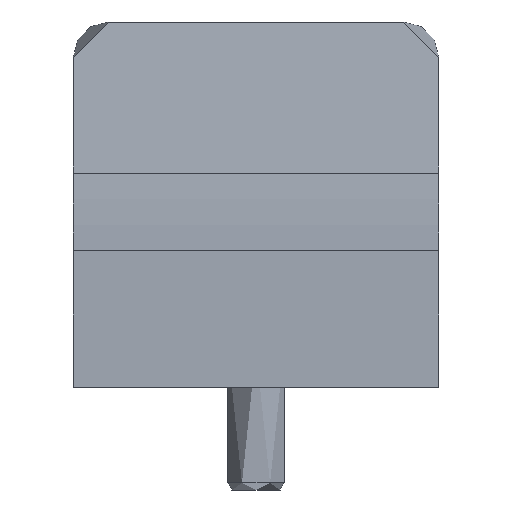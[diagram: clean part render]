
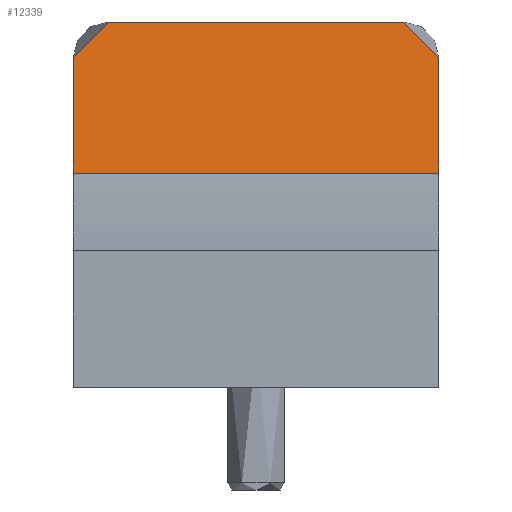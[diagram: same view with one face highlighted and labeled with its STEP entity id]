
A CAD part, left-side view. The second image highlights one B-rep face of the part: STEP entity #12339.
In plain terms, the highlighted planar face has unit normal (-0.994, 0, 0.11).
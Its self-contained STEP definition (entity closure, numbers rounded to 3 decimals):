
#139 = DIRECTION ( 'NONE',  ( 0.11, 0., 0.994 ) ) ;
#486 = CARTESIAN_POINT ( 'NONE',  ( -8.755, -26., 27.202 ) ) ;
#1268 = CARTESIAN_POINT ( 'NONE',  ( -6., 21., 52. ) ) ;
#1502 =( BOUNDED_CURVE ( )  B_SPLINE_CURVE ( 3, ( #27516, #35810, #24373, #2323 ),
 .UNSPECIFIED., .F., .F. ) 
 B_SPLINE_CURVE_WITH_KNOTS ( ( 4, 4 ),
 ( 4.712, 6.283 ),
 .UNSPECIFIED. ) 
 CURVE ( )  GEOMETRIC_REPRESENTATION_ITEM ( )  RATIONAL_B_SPLINE_CURVE ( ( 1., 0.805, 0.805, 1. ) ) 
 REPRESENTATION_ITEM ( '' )  );
#1700 = LINE ( 'NONE', #486, #17832 ) ;
#1738 = ORIENTED_EDGE ( 'NONE', *, *, #13557, .T. ) ;
#2323 = CARTESIAN_POINT ( 'NONE',  ( -6., -21., 52. ) ) ;
#2557 = CARTESIAN_POINT ( 'NONE',  ( -6., 23.929, 52. ) ) ;
#2795 = CARTESIAN_POINT ( 'NONE',  ( -6.556, 26., 47. ) ) ;
#2813 = EDGE_CURVE ( 'NONE', #10581, #19412, #12664, .T. ) ;
#3171 = CARTESIAN_POINT ( 'NONE',  ( -8.755, 26., 27.202 ) ) ;
#3435 = VECTOR ( 'NONE', #26891, 1000. ) ;
#3472 = ORIENTED_EDGE ( 'NONE', *, *, #23374, .T. ) ;
#4815 = CARTESIAN_POINT ( 'NONE',  ( -6.556, -26., 47. ) ) ;
#4916 = LINE ( 'NONE', #28865, #17583 ) ;
#6643 = ORIENTED_EDGE ( 'NONE', *, *, #26329, .F. ) ;
#7390 = CARTESIAN_POINT ( 'NONE',  ( -6., 26., 52. ) ) ;
#7574 = CARTESIAN_POINT ( 'NONE',  ( -6., -21., 52. ) ) ;
#8262 = CARTESIAN_POINT ( 'NONE',  ( -6., 21., 52. ) ) ;
#8864 = DIRECTION ( 'NONE',  ( 0.994, 0., -0.11 ) ) ;
#9618 = ORIENTED_EDGE ( 'NONE', *, *, #2813, .T. ) ;
#9868 = CARTESIAN_POINT ( 'NONE',  ( -8.388, -26., 30.505 ) ) ;
#10581 = VERTEX_POINT ( 'NONE', #1268 ) ;
#11072 = EDGE_LOOP ( 'NONE', ( #16065, #1738, #6643, #9618, #35911, #3472 ) ) ;
#11789 = CARTESIAN_POINT ( 'NONE',  ( -8.755, 26., 27.202 ) ) ;
#11885 = VECTOR ( 'NONE', #31217, 1000. ) ;
#12339 = ADVANCED_FACE ( 'NONE', ( #25499 ), #33499, .F. ) ;
#12664 =( BOUNDED_CURVE ( )  B_SPLINE_CURVE ( 3, ( #8262, #2557, #30509, #2795 ),
 .UNSPECIFIED., .F., .F. ) 
 B_SPLINE_CURVE_WITH_KNOTS ( ( 4, 4 ),
 ( 3.142, 4.712 ),
 .UNSPECIFIED. ) 
 CURVE ( )  GEOMETRIC_REPRESENTATION_ITEM ( )  RATIONAL_B_SPLINE_CURVE ( ( 1., 0.805, 0.805, 1. ) ) 
 REPRESENTATION_ITEM ( '' )  );
#13557 = EDGE_CURVE ( 'NONE', #20676, #16144, #1502, .T. ) ;
#16065 = ORIENTED_EDGE ( 'NONE', *, *, #25916, .T. ) ;
#16100 = VERTEX_POINT ( 'NONE', #35103 ) ;
#16144 = VERTEX_POINT ( 'NONE', #7574 ) ;
#16526 = AXIS2_PLACEMENT_3D ( 'NONE', #11789, #8864, #33871 ) ;
#17583 = VECTOR ( 'NONE', #26081, 1000. ) ;
#17832 = VECTOR ( 'NONE', #139, 1000. ) ;
#19412 = VERTEX_POINT ( 'NONE', #30415 ) ;
#20676 = VERTEX_POINT ( 'NONE', #4815 ) ;
#23374 = EDGE_CURVE ( 'NONE', #16100, #34160, #4916, .T. ) ;
#23839 = EDGE_CURVE ( 'NONE', #16100, #19412, #27110, .T. ) ;
#24373 = CARTESIAN_POINT ( 'NONE',  ( -6., -23.929, 52. ) ) ;
#25499 = FACE_OUTER_BOUND ( 'NONE', #11072, .T. ) ;
#25916 = EDGE_CURVE ( 'NONE', #34160, #20676, #1700, .T. ) ;
#26081 = DIRECTION ( 'NONE',  ( 0., -1., 0. ) ) ;
#26098 = LINE ( 'NONE', #7390, #3435 ) ;
#26329 = EDGE_CURVE ( 'NONE', #10581, #16144, #26098, .T. ) ;
#26891 = DIRECTION ( 'NONE',  ( 0., -1., 0. ) ) ;
#27110 = LINE ( 'NONE', #3171, #11885 ) ;
#27516 = CARTESIAN_POINT ( 'NONE',  ( -6.556, -26., 47. ) ) ;
#28865 = CARTESIAN_POINT ( 'NONE',  ( -8.388, 26., 30.505 ) ) ;
#30415 = CARTESIAN_POINT ( 'NONE',  ( -6.556, 26., 47. ) ) ;
#30509 = CARTESIAN_POINT ( 'NONE',  ( -6.23, 26., 49.929 ) ) ;
#31217 = DIRECTION ( 'NONE',  ( 0.11, 0., 0.994 ) ) ;
#33499 = PLANE ( 'NONE',  #16526 ) ;
#33871 = DIRECTION ( 'NONE',  ( -0.11, 0., -0.994 ) ) ;
#34160 = VERTEX_POINT ( 'NONE', #9868 ) ;
#35103 = CARTESIAN_POINT ( 'NONE',  ( -8.388, 26., 30.505 ) ) ;
#35810 = CARTESIAN_POINT ( 'NONE',  ( -6.23, -26., 49.929 ) ) ;
#35911 = ORIENTED_EDGE ( 'NONE', *, *, #23839, .F. ) ;
